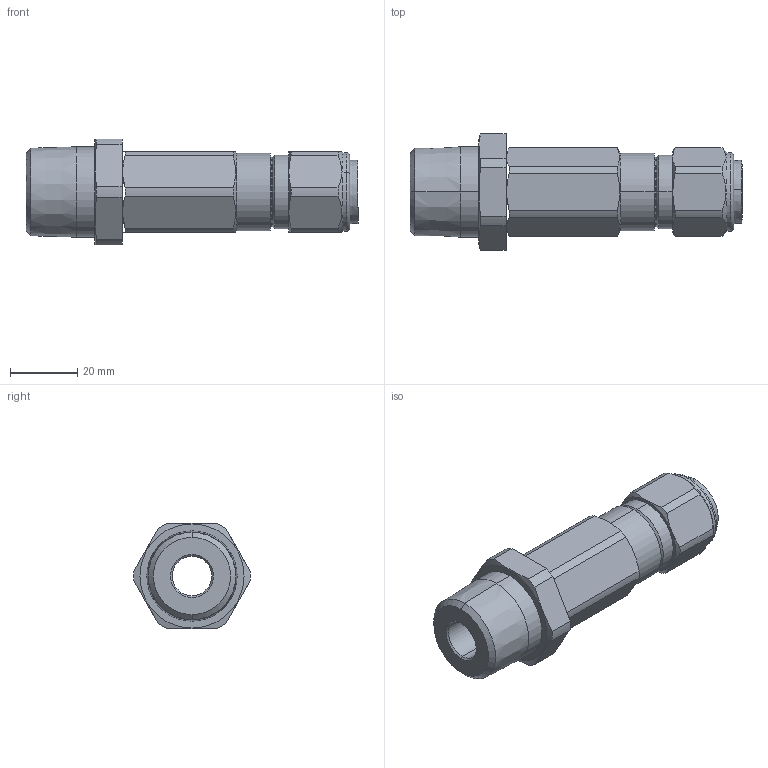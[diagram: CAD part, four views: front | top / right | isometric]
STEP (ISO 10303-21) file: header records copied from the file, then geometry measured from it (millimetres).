
FILE_DESCRIPTION (( 'STEP AP203' ), '1' );
FILE_NAME ('20S16T3CDS1RA032.STEP', '2017-09-27T08:43:19', ( '' ), ( '' ), 'SwSTEP 2.0', 'SolidWorks 2017', '' );
FILE_SCHEMA (( 'CONFIG_CONTROL_DESIGN' ));
Length unit declared in the file: millimetre
Products named in the file (1): 20S16T3CDS1RA032
Bounding box: 98.85 x 34.63 x 31.5 mm (x, y, z)
Surface area: 11798.8 mm2 (no closed solid volume)
Topology: 0 solids, 5 shells, 92 faces, 230 edges, 146 vertices
Faces by surface type: cylinder 32, cone 30, plane 26, torus 4
Entity records: 3019 total; most frequent: CARTESIAN_POINT 751, DIRECTION 482, ORIENTED_EDGE 430, EDGE_CURVE 230, AXIS2_PLACEMENT_3D 201, VERTEX_POINT 146, CIRCLE 108, EDGE_LOOP 100
